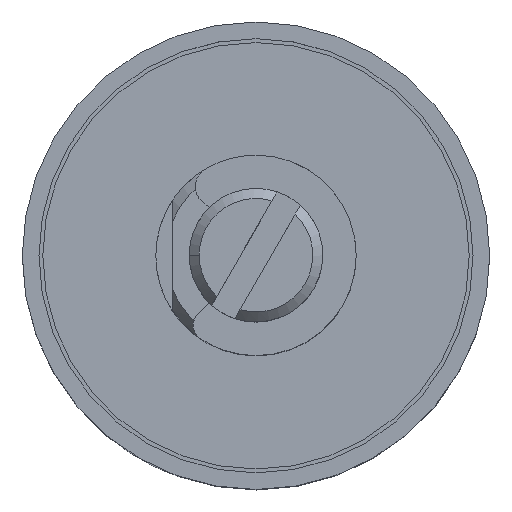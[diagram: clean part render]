
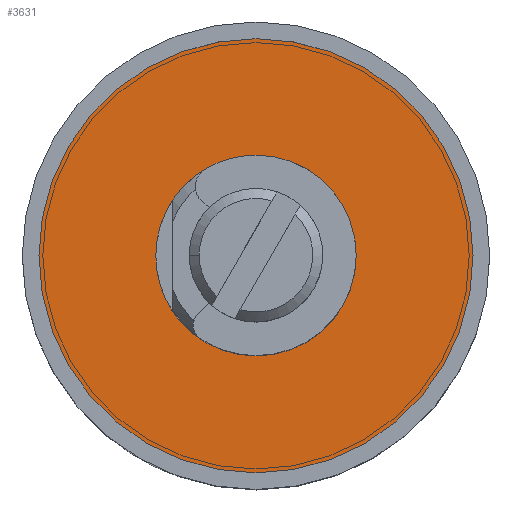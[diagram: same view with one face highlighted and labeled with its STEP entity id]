
A CAD part, top view. The second image highlights one B-rep face of the part: STEP entity #3631.
In plain terms, the highlighted planar face has unit normal (0, 0, 1).
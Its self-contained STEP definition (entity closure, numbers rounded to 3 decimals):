
#103 = VERTEX_POINT ( 'NONE', #10082 ) ;
#108 = DIRECTION ( 'NONE',  ( 1., 0., 0. ) ) ;
#535 = EDGE_CURVE ( 'NONE', #2148, #4070, #1911, .T. ) ;
#728 = ORIENTED_EDGE ( 'NONE', *, *, #7484, .T. ) ;
#819 = DIRECTION ( 'NONE',  ( 0., 0., -1. ) ) ;
#878 = EDGE_LOOP ( 'NONE', ( #9038, #6850 ) ) ;
#1179 = CARTESIAN_POINT ( 'NONE',  ( 0., 0., 0.5 ) ) ;
#1189 = ORIENTED_EDGE ( 'NONE', *, *, #6490, .T. ) ;
#1250 = DIRECTION ( 'NONE',  ( 0., 0., 1. ) ) ;
#1911 = CIRCLE ( 'NONE', #3763, 3. ) ;
#1916 = FACE_BOUND ( 'NONE', #878, .T. ) ;
#2148 = VERTEX_POINT ( 'NONE', #8739 ) ;
#2425 = CARTESIAN_POINT ( 'NONE',  ( 0., 0., 0.5 ) ) ;
#3337 = FACE_OUTER_BOUND ( 'NONE', #8195, .T. ) ;
#3566 = AXIS2_PLACEMENT_3D ( 'NONE', #4992, #7223, #6358 ) ;
#3578 = CARTESIAN_POINT ( 'NONE',  ( 6.5, 0., 0.5 ) ) ;
#3631 = ADVANCED_FACE ( 'NONE', ( #1916, #3337 ), #4141, .T. ) ;
#3763 = AXIS2_PLACEMENT_3D ( 'NONE', #2425, #819, #4834 ) ;
#4070 = VERTEX_POINT ( 'NONE', #7240 ) ;
#4141 = PLANE ( 'NONE',  #3566 ) ;
#4226 = DIRECTION ( 'NONE',  ( 0., 0., -1. ) ) ;
#4269 = CIRCLE ( 'NONE', #4688, 6.5 ) ;
#4576 = VERTEX_POINT ( 'NONE', #3578 ) ;
#4616 = DIRECTION ( 'NONE',  ( 1., 0., 0. ) ) ;
#4688 = AXIS2_PLACEMENT_3D ( 'NONE', #1179, #1250, #4616 ) ;
#4834 = DIRECTION ( 'NONE',  ( -1., 0., 0. ) ) ;
#4992 = CARTESIAN_POINT ( 'NONE',  ( 3., 0., 0.5 ) ) ;
#5552 = CIRCLE ( 'NONE', #7766, 6.5 ) ;
#5817 = CARTESIAN_POINT ( 'NONE',  ( 0., 0., 0.5 ) ) ;
#6358 = DIRECTION ( 'NONE',  ( 1., 0., 0. ) ) ;
#6490 = EDGE_CURVE ( 'NONE', #4576, #103, #4269, .T. ) ;
#6703 = DIRECTION ( 'NONE',  ( 0., 0., 1. ) ) ;
#6783 = AXIS2_PLACEMENT_3D ( 'NONE', #5817, #4226, #9956 ) ;
#6850 = ORIENTED_EDGE ( 'NONE', *, *, #7439, .T. ) ;
#7223 = DIRECTION ( 'NONE',  ( 0., 0., 1. ) ) ;
#7240 = CARTESIAN_POINT ( 'NONE',  ( 3., 0., 0.5 ) ) ;
#7439 = EDGE_CURVE ( 'NONE', #4070, #2148, #9119, .T. ) ;
#7484 = EDGE_CURVE ( 'NONE', #103, #4576, #5552, .T. ) ;
#7766 = AXIS2_PLACEMENT_3D ( 'NONE', #9921, #6703, #108 ) ;
#8195 = EDGE_LOOP ( 'NONE', ( #1189, #728 ) ) ;
#8739 = CARTESIAN_POINT ( 'NONE',  ( -3., 0., 0.5 ) ) ;
#9038 = ORIENTED_EDGE ( 'NONE', *, *, #535, .T. ) ;
#9119 = CIRCLE ( 'NONE', #6783, 3. ) ;
#9921 = CARTESIAN_POINT ( 'NONE',  ( 0., 0., 0.5 ) ) ;
#9956 = DIRECTION ( 'NONE',  ( -1., 0., 0. ) ) ;
#10082 = CARTESIAN_POINT ( 'NONE',  ( -6.5, 0., 0.5 ) ) ;
